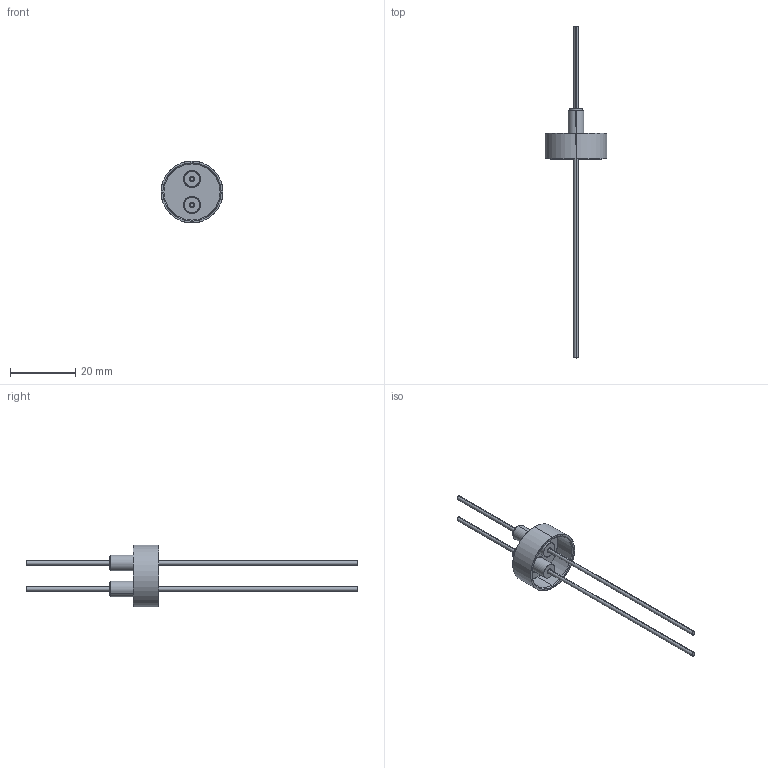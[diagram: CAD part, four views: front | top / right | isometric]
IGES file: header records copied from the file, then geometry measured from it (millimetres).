
Start section: SolidWorks IGES file using analytic representation for surfaces
Global section: file name: 09215-02-W.IGS; native system: SolidWorks 2014; preprocessor: SolidWorks 2014; author: Lee Sanders; date: 160121.155543; units: inch
Bounding box: 18.97 x 101.6 x 18.97 mm (x, y, z)
Surface area: 2802.6 mm2 (no closed solid volume)
Topology: 0 solids, 0 shells, 55 faces, 864 edges, 864 vertices
Faces by surface type: revolution 40, bspline 15
